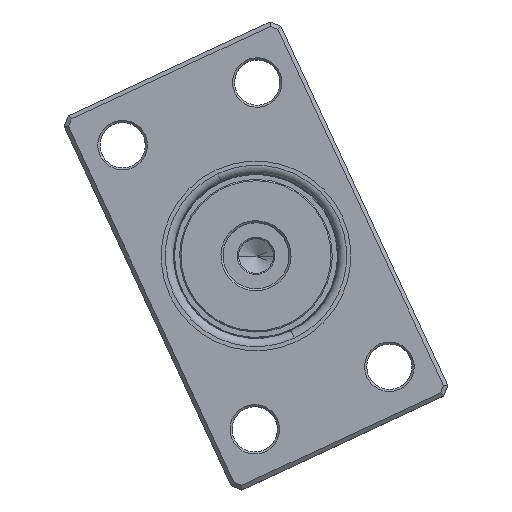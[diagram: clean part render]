
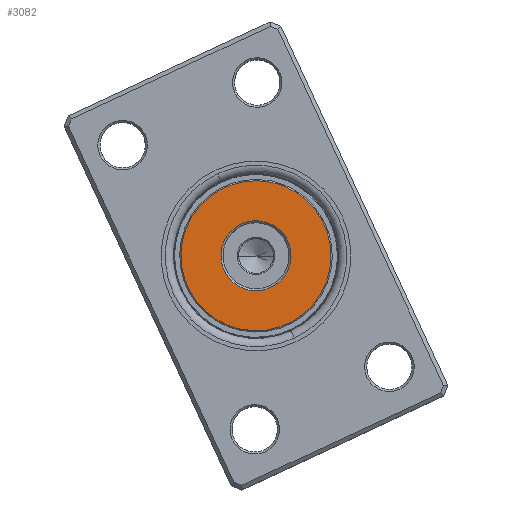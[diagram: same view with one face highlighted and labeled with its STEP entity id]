
A CAD part, top view. The second image highlights one B-rep face of the part: STEP entity #3082.
In plain terms, the highlighted face is planar.
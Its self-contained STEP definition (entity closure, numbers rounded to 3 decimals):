
#1451 = DIRECTION ( 'NONE',  ( 1., 0., 0. ) ) ;
#3082 = ADVANCED_FACE ( 'NONE', ( #43429, #48411 ), #39116, .F. ) ;
#3099 = ORIENTED_EDGE ( 'NONE', *, *, #34212, .T. ) ;
#5713 = CIRCLE ( 'NONE', #27163, 18.2 ) ;
#5869 = VERTEX_POINT ( 'NONE', #30694 ) ;
#7205 = AXIS2_PLACEMENT_3D ( 'NONE', #39220, #23537, #35006 ) ;
#8500 = ORIENTED_EDGE ( 'NONE', *, *, #49581, .T. ) ;
#9734 = CIRCLE ( 'NONE', #7205, 18.2 ) ;
#10731 = VERTEX_POINT ( 'NONE', #24152 ) ;
#12108 = DIRECTION ( 'NONE',  ( 0., 0., 1. ) ) ;
#18002 = DIRECTION ( 'NONE',  ( 1., 0., 0. ) ) ;
#18450 = EDGE_LOOP ( 'NONE', ( #3099, #30368 ) ) ;
#19039 = VERTEX_POINT ( 'NONE', #28883 ) ;
#19831 = AXIS2_PLACEMENT_3D ( 'NONE', #25244, #28734, #1451 ) ;
#20275 = DIRECTION ( 'NONE',  ( 1., 0., 0. ) ) ;
#23537 = DIRECTION ( 'NONE',  ( 0., 0., -1. ) ) ;
#24120 = CARTESIAN_POINT ( 'NONE',  ( 0., 0., 0. ) ) ;
#24152 = CARTESIAN_POINT ( 'NONE',  ( 18.2, 0., 0. ) ) ;
#24876 = CIRCLE ( 'NONE', #19831, 8.5 ) ;
#25244 = CARTESIAN_POINT ( 'NONE',  ( 0., 0., 0. ) ) ;
#25387 = CIRCLE ( 'NONE', #37919, 8.5 ) ;
#25471 = ORIENTED_EDGE ( 'NONE', *, *, #46854, .T. ) ;
#27163 = AXIS2_PLACEMENT_3D ( 'NONE', #30168, #41832, #18002 ) ;
#27953 = EDGE_LOOP ( 'NONE', ( #8500, #25471 ) ) ;
#28734 = DIRECTION ( 'NONE',  ( 0., 0., 1. ) ) ;
#28883 = CARTESIAN_POINT ( 'NONE',  ( -18.2, 0., 0. ) ) ;
#30168 = CARTESIAN_POINT ( 'NONE',  ( 0., 0., 0. ) ) ;
#30368 = ORIENTED_EDGE ( 'NONE', *, *, #32382, .T. ) ;
#30694 = CARTESIAN_POINT ( 'NONE',  ( 8.5, 0., 0. ) ) ;
#32382 = EDGE_CURVE ( 'NONE', #19039, #10731, #5713, .T. ) ;
#34212 = EDGE_CURVE ( 'NONE', #10731, #19039, #9734, .T. ) ;
#34532 = CARTESIAN_POINT ( 'NONE',  ( -8.5, 0., 0. ) ) ;
#35006 = DIRECTION ( 'NONE',  ( 1., 0., 0. ) ) ;
#35085 = DIRECTION ( 'NONE',  ( 1., 0., 0. ) ) ;
#35277 = DIRECTION ( 'NONE',  ( 0., 0., 1. ) ) ;
#37919 = AXIS2_PLACEMENT_3D ( 'NONE', #42574, #35277, #35085 ) ;
#39116 = PLANE ( 'NONE',  #43762 ) ;
#39220 = CARTESIAN_POINT ( 'NONE',  ( 0., 0., 0. ) ) ;
#41832 = DIRECTION ( 'NONE',  ( 0., 0., -1. ) ) ;
#42396 = VERTEX_POINT ( 'NONE', #34532 ) ;
#42574 = CARTESIAN_POINT ( 'NONE',  ( 0., 0., 0. ) ) ;
#43429 = FACE_OUTER_BOUND ( 'NONE', #18450, .T. ) ;
#43762 = AXIS2_PLACEMENT_3D ( 'NONE', #24120, #12108, #20275 ) ;
#46854 = EDGE_CURVE ( 'NONE', #5869, #42396, #24876, .T. ) ;
#48411 = FACE_BOUND ( 'NONE', #27953, .T. ) ;
#49581 = EDGE_CURVE ( 'NONE', #42396, #5869, #25387, .T. ) ;
